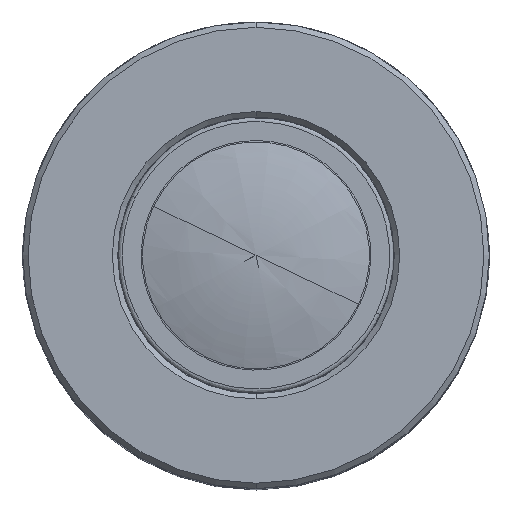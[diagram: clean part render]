
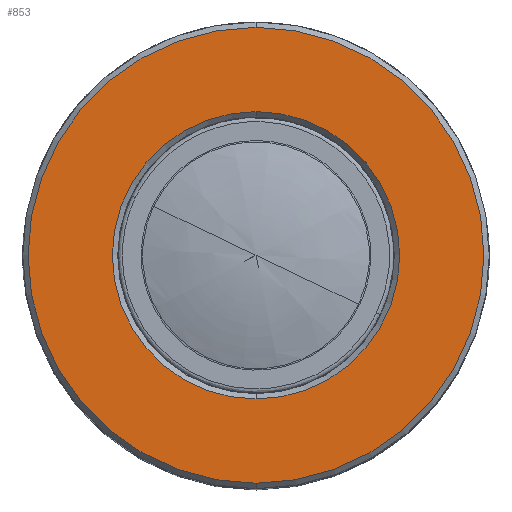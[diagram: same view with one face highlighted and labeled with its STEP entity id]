
A CAD part, top view. The second image highlights one B-rep face of the part: STEP entity #853.
In plain terms, the highlighted planar face has unit normal (0, 0, 1).
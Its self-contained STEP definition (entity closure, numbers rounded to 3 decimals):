
#218 = VERTEX_POINT ( 'NONE', #5595 ) ;
#221 = CARTESIAN_POINT ( 'NONE',  ( 0., -5.373, 9.55 ) ) ;
#236 = AXIS2_PLACEMENT_3D ( 'NONE', #4494, #4483, #4506 ) ;
#397 = FACE_BOUND ( 'NONE', #7821, .T. ) ;
#407 = DIRECTION ( 'NONE',  ( 0., 1., 0. ) ) ;
#414 = DIRECTION ( 'NONE',  ( 0., 0., 1. ) ) ;
#416 = CARTESIAN_POINT ( 'NONE',  ( 0., 0., 9.55 ) ) ;
#564 = FACE_OUTER_BOUND ( 'NONE', #2336, .T. ) ;
#646 = VERTEX_POINT ( 'NONE', #3394 ) ;
#661 = AXIS2_PLACEMENT_3D ( 'NONE', #2199, #1920, #1911 ) ;
#853 = ADVANCED_FACE ( 'NONE', ( #564, #397 ), #1930, .F. ) ;
#1266 = EDGE_CURVE ( 'NONE', #7195, #2339, #8229, .T. ) ;
#1503 = EDGE_CURVE ( 'NONE', #218, #646, #7841, .T. ) ;
#1596 = EDGE_CURVE ( 'NONE', #2339, #7195, #7796, .T. ) ;
#1911 = DIRECTION ( 'NONE',  ( 0., 1., 0. ) ) ;
#1920 = DIRECTION ( 'NONE',  ( 0., 0., -1. ) ) ;
#1930 = PLANE ( 'NONE',  #661 ) ;
#2199 = CARTESIAN_POINT ( 'NONE',  ( 0., 3.26, 9.55 ) ) ;
#2336 = EDGE_LOOP ( 'NONE', ( #2731, #7083 ) ) ;
#2339 = VERTEX_POINT ( 'NONE', #7439 ) ;
#2731 = ORIENTED_EDGE ( 'NONE', *, *, #1596, .T. ) ;
#2970 = CARTESIAN_POINT ( 'NONE',  ( 0., 0., 9.55 ) ) ;
#3116 = ORIENTED_EDGE ( 'NONE', *, *, #1503, .T. ) ;
#3394 = CARTESIAN_POINT ( 'NONE',  ( 0., 3.387, 9.55 ) ) ;
#3810 = EDGE_CURVE ( 'NONE', #646, #218, #4597, .T. ) ;
#4207 = AXIS2_PLACEMENT_3D ( 'NONE', #2970, #8189, #8073 ) ;
#4276 = DIRECTION ( 'NONE',  ( 0., 0., -1. ) ) ;
#4282 = CARTESIAN_POINT ( 'NONE',  ( 0., 0., 9.55 ) ) ;
#4330 = DIRECTION ( 'NONE',  ( 0., 1., 0. ) ) ;
#4483 = DIRECTION ( 'NONE',  ( 0., 0., 1. ) ) ;
#4494 = CARTESIAN_POINT ( 'NONE',  ( 0., 0., 9.55 ) ) ;
#4506 = DIRECTION ( 'NONE',  ( 0., 1., 0. ) ) ;
#4597 = CIRCLE ( 'NONE', #4207, 3.387 ) ;
#5595 = CARTESIAN_POINT ( 'NONE',  ( 0., -3.387, 9.55 ) ) ;
#7083 = ORIENTED_EDGE ( 'NONE', *, *, #1266, .T. ) ;
#7181 = AXIS2_PLACEMENT_3D ( 'NONE', #416, #414, #407 ) ;
#7195 = VERTEX_POINT ( 'NONE', #221 ) ;
#7439 = CARTESIAN_POINT ( 'NONE',  ( 0., 5.373, 9.55 ) ) ;
#7796 = CIRCLE ( 'NONE', #236, 5.373 ) ;
#7821 = EDGE_LOOP ( 'NONE', ( #3116, #8061 ) ) ;
#7841 = CIRCLE ( 'NONE', #7888, 3.387 ) ;
#7888 = AXIS2_PLACEMENT_3D ( 'NONE', #4282, #4276, #4330 ) ;
#8061 = ORIENTED_EDGE ( 'NONE', *, *, #3810, .T. ) ;
#8073 = DIRECTION ( 'NONE',  ( 0., 1., 0. ) ) ;
#8189 = DIRECTION ( 'NONE',  ( 0., 0., -1. ) ) ;
#8229 = CIRCLE ( 'NONE', #7181, 5.373 ) ;
